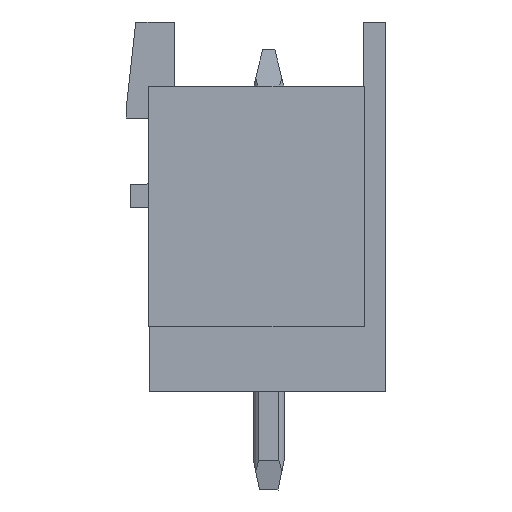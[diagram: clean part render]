
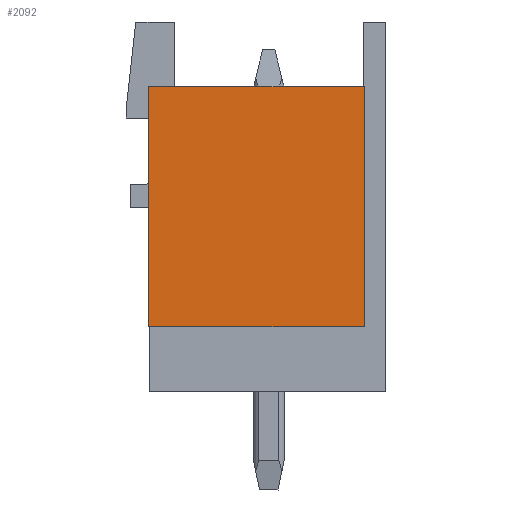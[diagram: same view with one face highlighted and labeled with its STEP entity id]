
A CAD part, left-side view. The second image highlights one B-rep face of the part: STEP entity #2092.
In plain terms, the highlighted planar face has unit normal (-1, 0, 0).
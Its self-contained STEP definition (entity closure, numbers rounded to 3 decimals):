
#2084=AXIS2_PLACEMENT_3D('Plane Axis2P3D',#2081,#2082,#2083) ;
#1408=CARTESIAN_POINT('Vertex',(0.,0.7,5.3)) ;
#1450=CARTESIAN_POINT('Vertex',(0.,0.7,13.1)) ;
#1453=CARTESIAN_POINT('Line Origine',(0.,0.7,9.2)) ;
#1947=CARTESIAN_POINT('Line Origine',(0.,7.7,9.2)) ;
#1951=CARTESIAN_POINT('Vertex',(0.,7.7,5.3)) ;
#1953=CARTESIAN_POINT('Vertex',(0.,7.7,13.1)) ;
#2018=CARTESIAN_POINT('Line Origine',(0.,4.2,5.3)) ;
#2069=CARTESIAN_POINT('Line Origine',(0.,4.2,13.1)) ;
#2081=CARTESIAN_POINT('Axis2P3D Location',(0.,0.,13.1)) ;
#1454=DIRECTION('Vector Direction',(0.,0.,-1.)) ;
#1948=DIRECTION('Vector Direction',(0.,0.,-1.)) ;
#2019=DIRECTION('Vector Direction',(0.,1.,0.)) ;
#2070=DIRECTION('Vector Direction',(0.,1.,0.)) ;
#2082=DIRECTION('Axis2P3D Direction',(1.,-0.,0.)) ;
#2083=DIRECTION('Axis2P3D XDirection',(0.,0.,-1.)) ;
#1455=VECTOR('Line Direction',#1454,1.) ;
#1949=VECTOR('Line Direction',#1948,1.) ;
#2020=VECTOR('Line Direction',#2019,1.) ;
#2071=VECTOR('Line Direction',#2070,1.) ;
#2087=ORIENTED_EDGE('',*,*,#2022,.F.) ;
#2088=ORIENTED_EDGE('',*,*,#1457,.T.) ;
#2089=ORIENTED_EDGE('',*,*,#2073,.T.) ;
#2090=ORIENTED_EDGE('',*,*,#1955,.F.) ;
#2092=ADVANCED_FACE('Housing',(#2091),#2085,.F.) ;
#1457=EDGE_CURVE('',#1409,#1451,#1456,.F.) ;
#1955=EDGE_CURVE('',#1952,#1954,#1950,.F.) ;
#2022=EDGE_CURVE('',#1409,#1952,#2021,.T.) ;
#2073=EDGE_CURVE('',#1451,#1954,#2072,.T.) ;
#2086=EDGE_LOOP('',(#2087,#2088,#2089,#2090)) ;
#2091=FACE_OUTER_BOUND('',#2086,.T.) ;
#1456=LINE('Line',#1453,#1455) ;
#1950=LINE('Line',#1947,#1949) ;
#2021=LINE('Line',#2018,#2020) ;
#2072=LINE('Line',#2069,#2071) ;
#2085=PLANE('',#2084) ;
#1409=VERTEX_POINT('',#1408) ;
#1451=VERTEX_POINT('',#1450) ;
#1952=VERTEX_POINT('',#1951) ;
#1954=VERTEX_POINT('',#1953) ;
